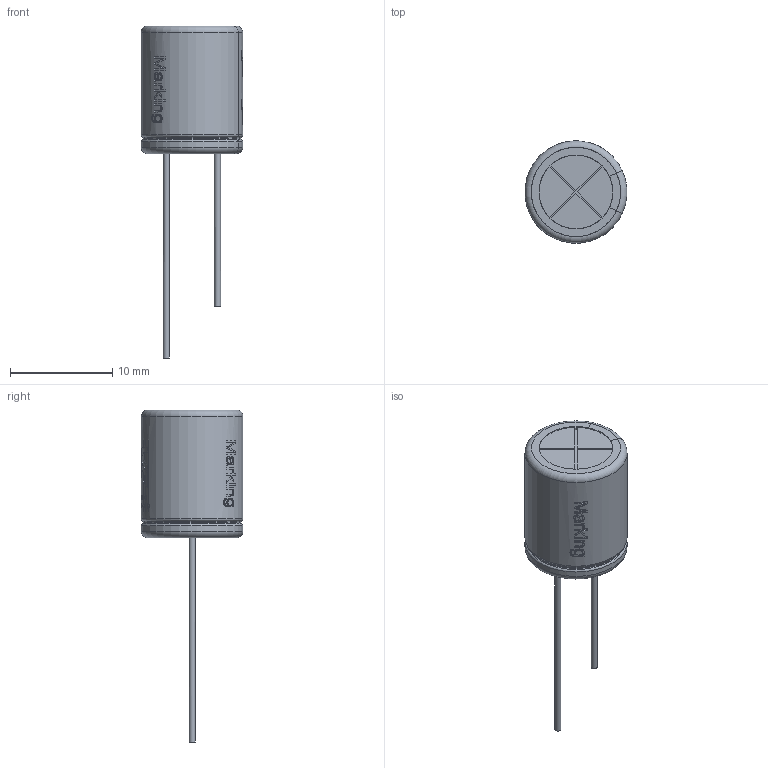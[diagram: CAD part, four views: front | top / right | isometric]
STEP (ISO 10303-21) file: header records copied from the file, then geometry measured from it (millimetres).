
FILE_DESCRIPTION(/* description */ ('Unknown'),/* implementation_level */ '2;1');
FILE_NAME(/* name */ 'CP_Wurth_WCAP-ATET_L12.5mm_D10mm_P5mm_LeadDiameter0.6mm',/* time_stamp */ '2022-09-15T09:33:39+08:00',/* author */ ('Unknown'),/* organization */ ('Unknown'),/* preprocessor_version */ 'ST-DEVELOPER v16.7',/* originating_system */ 'Solid Edge',/* authorisation */ 'Unknown');
FILE_SCHEMA (('AUTOMOTIVE_DESIGN {1 0 10303 214 3 1 1}'));
Length unit declared in the file: millimetre
Products named in the file (2): CP_Wurth_WCAP-ATET_L12.5mm_D10mm_P5mm_LeadDiameter0.6mm; C_Wurth_WCAP-ATET_L12.5mm_D10mm_P5mm_LeadDiameter0.6mm
Assembly tree (1 placements, depth 2):
  CP_Wurth_WCAP-ATET_L12.5mm_D10mm_P5mm_LeadDiameter0.6mm
    C_Wurth_WCAP-ATET_L12.5mm_D10mm_P5mm_LeadDiameter0.6mm
Bounding box: 9.97 x 9.98 x 32.5 mm (x, y, z)
Volume: 962.5 mm3; surface area: 1633.6 mm2
Topology: 3 solids, 3 shells, 516 faces, 1303 edges, 863 vertices
Faces by surface type: plane 319, cylinder 99, bspline 74, torus 24
Full cylindrical faces by diameter (mm): 0.6 x2, 1.111 x1, 1.389 x1, 2.222 x1, 2.5 x1, 3.889 x1, 4.167 x1, 5.833 x1, 6.667 x1, 6.944 x1, 7.222 x2, 8.278 x1, 8.742 x1, 9.365 x1, 9.385 x1, 9.78 x2, 9.8 x2
Entity records: 24002 total; most frequent: CARTESIAN_POINT 8298, ORIENTED_EDGE 2514, DIRECTION 2353, EDGE_CURVE 1257, VERTEX_POINT 859, AXIS2_PLACEMENT_3D 843, LINE 667, VECTOR 667
